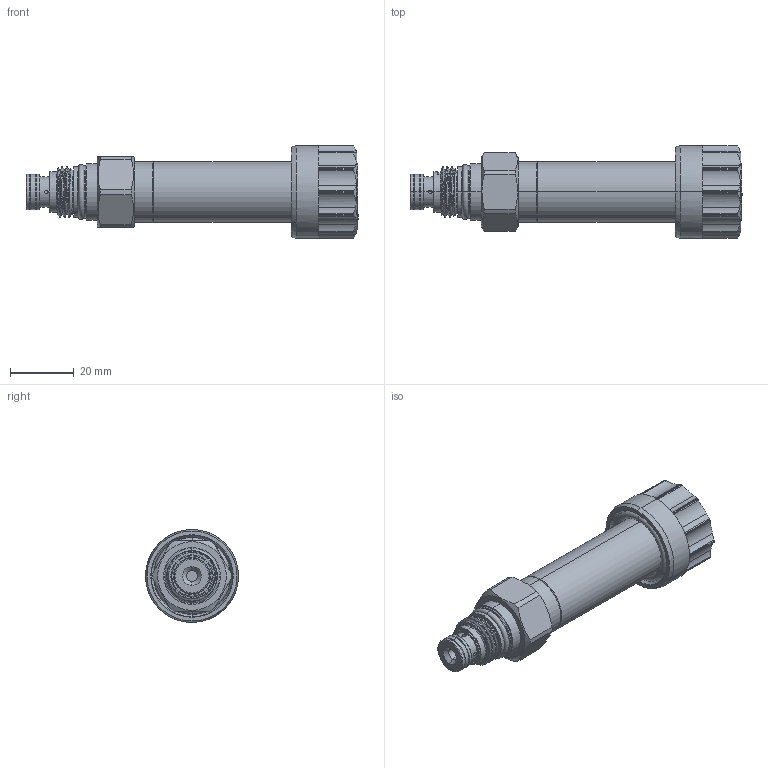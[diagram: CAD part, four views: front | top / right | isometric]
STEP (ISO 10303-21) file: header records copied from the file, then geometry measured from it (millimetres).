
FILE_DESCRIPTION (( 'STEP AP203' ), '1' );
FILE_NAME ('PRB8A2D-P.STEP', '2016-07-27T06:22:26', ( '' ), ( '' ), 'SwSTEP 2.0', 'SolidWorks 2012', '' );
FILE_SCHEMA (( 'CONFIG_CONTROL_DESIGN' ));
Length unit declared in the file: millimetre
Products named in the file (1): PRB8A2D-P
Bounding box: 104.44 x 29.2 x 29.2 mm (x, y, z)
Volume: 33888.9 mm3; surface area: 13942.4 mm2
Topology: 5 solids, 5 shells, 363 faces, 889 edges, 568 vertices
Faces by surface type: cylinder 155, plane 121, cone 61, bspline 14, torus 10, sphere 2
Entity records: 13773 total; most frequent: CARTESIAN_POINT 5277, ORIENTED_EDGE 1778, DIRECTION 1731, EDGE_CURVE 889, AXIS2_PLACEMENT_3D 656, VERTEX_POINT 568, VECTOR 419, LINE 419
